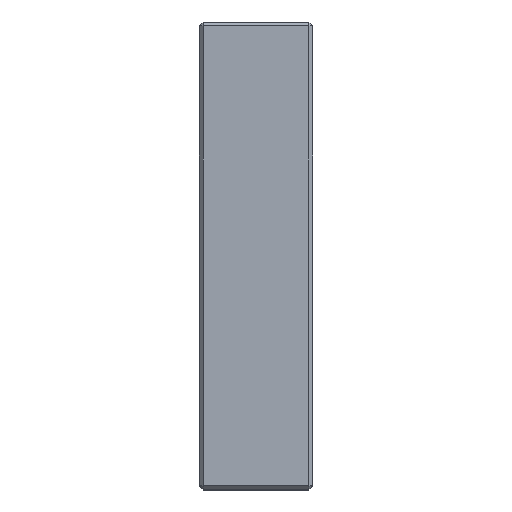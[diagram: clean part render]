
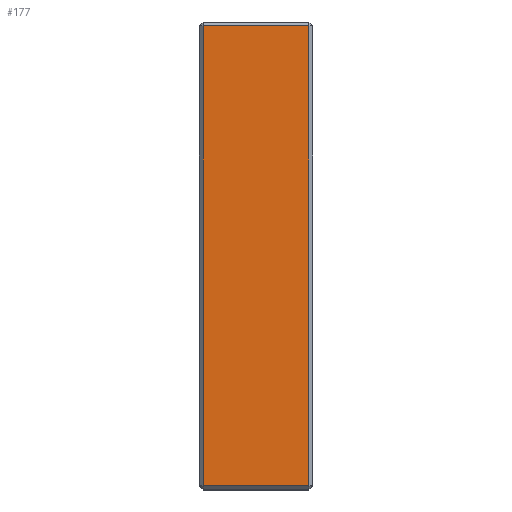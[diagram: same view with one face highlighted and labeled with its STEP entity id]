
A CAD part, top view. The second image highlights one B-rep face of the part: STEP entity #177.
In plain terms, the highlighted planar face has unit normal (0, 0, 1).
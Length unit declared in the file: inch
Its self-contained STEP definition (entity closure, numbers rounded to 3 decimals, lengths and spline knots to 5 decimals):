
#80 = VERTEX_POINT ( 'NONE', #975 ) ;
#111 = VECTOR ( 'NONE', #929, 39.37008 ) ;
#151 = VECTOR ( 'NONE', #662, 39.37008 ) ;
#154 = LINE ( 'NONE', #647, #151 ) ;
#177 = ADVANCED_FACE ( 'NONE', ( #352 ), #951, .F. ) ;
#291 = LINE ( 'NONE', #1145, #111 ) ;
#352 = FACE_OUTER_BOUND ( 'NONE', #1080, .T. ) ;
#388 = VERTEX_POINT ( 'NONE', #554 ) ;
#507 = AXIS2_PLACEMENT_3D ( 'NONE', #952, #949, #944 ) ;
#554 = CARTESIAN_POINT ( 'NONE',  ( 0.05512, 0.24016, 0.19685 ) ) ;
#574 = CARTESIAN_POINT ( 'NONE',  ( 0.05512, -0.24016, 0.19685 ) ) ;
#581 = CARTESIAN_POINT ( 'NONE',  ( -0.05512, -0.24016, 0.19685 ) ) ;
#647 = CARTESIAN_POINT ( 'NONE',  ( 0.05906, -0.24016, 0.19685 ) ) ;
#654 = EDGE_CURVE ( 'NONE', #981, #388, #961, .T. ) ;
#662 = DIRECTION ( 'NONE',  ( 1., 0., 0. ) ) ;
#675 = ORIENTED_EDGE ( 'NONE', *, *, #654, .T. ) ;
#678 = EDGE_CURVE ( 'NONE', #80, #927, #948, .T. ) ;
#716 = EDGE_CURVE ( 'NONE', #388, #80, #291, .T. ) ;
#775 = ORIENTED_EDGE ( 'NONE', *, *, #678, .T. ) ;
#803 = VECTOR ( 'NONE', #1045, 39.37008 ) ;
#872 = CARTESIAN_POINT ( 'NONE',  ( 0.05512, 0.24409, 0.19685 ) ) ;
#891 = EDGE_CURVE ( 'NONE', #927, #981, #154, .T. ) ;
#925 = DIRECTION ( 'NONE',  ( 0., 1., 0. ) ) ;
#927 = VERTEX_POINT ( 'NONE', #581 ) ;
#929 = DIRECTION ( 'NONE',  ( -1., 0., 0. ) ) ;
#930 = VECTOR ( 'NONE', #925, 39.37008 ) ;
#944 = DIRECTION ( 'NONE',  ( -1., 0., 0. ) ) ;
#948 = LINE ( 'NONE', #1037, #803 ) ;
#949 = DIRECTION ( 'NONE',  ( 0., 0., -1. ) ) ;
#951 = PLANE ( 'NONE',  #507 ) ;
#952 = CARTESIAN_POINT ( 'NONE',  ( 0.05906, 0.24409, 0.19685 ) ) ;
#961 = LINE ( 'NONE', #872, #930 ) ;
#975 = CARTESIAN_POINT ( 'NONE',  ( -0.05512, 0.24016, 0.19685 ) ) ;
#981 = VERTEX_POINT ( 'NONE', #574 ) ;
#999 = ORIENTED_EDGE ( 'NONE', *, *, #716, .T. ) ;
#1037 = CARTESIAN_POINT ( 'NONE',  ( -0.05512, 0.24409, 0.19685 ) ) ;
#1045 = DIRECTION ( 'NONE',  ( 0., -1., 0. ) ) ;
#1080 = EDGE_LOOP ( 'NONE', ( #775, #1107, #675, #999 ) ) ;
#1107 = ORIENTED_EDGE ( 'NONE', *, *, #891, .T. ) ;
#1145 = CARTESIAN_POINT ( 'NONE',  ( 0.05906, 0.24016, 0.19685 ) ) ;
